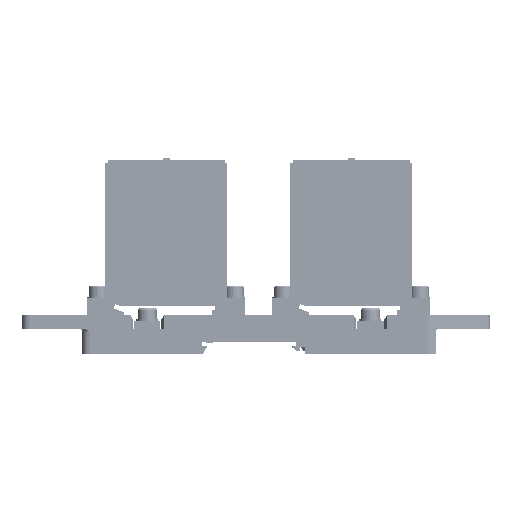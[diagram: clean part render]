
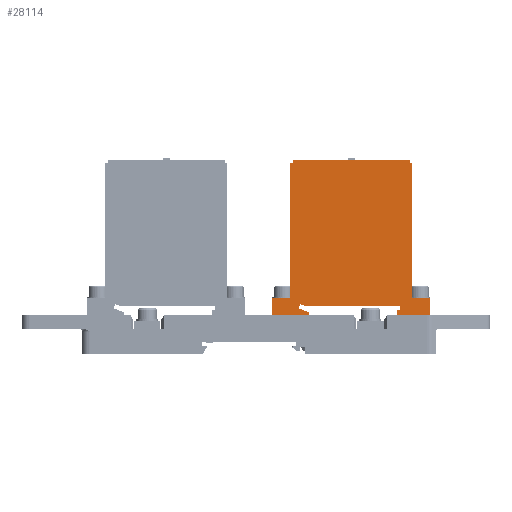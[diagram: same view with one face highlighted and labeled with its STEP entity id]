
A CAD part, left-side view. The second image highlights one B-rep face of the part: STEP entity #28114.
In plain terms, the highlighted planar face has unit normal (-1, 0, 0).
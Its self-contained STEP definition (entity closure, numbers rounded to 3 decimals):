
#16349=DIRECTION('',(0.,0.,1.));
#16350=VECTOR('',#16349,12.3);
#16351=CARTESIAN_POINT('',(-22.,0.,16.7));
#16352=LINE('',#16351,#16350);
#16373=DIRECTION('',(0.,0.,1.));
#16374=VECTOR('',#16373,13.5);
#16375=CARTESIAN_POINT('',(-22.,0.,-29.));
#16376=LINE('',#16375,#16374);
#16421=DIRECTION('',(0.,-1.,0.));
#16422=VECTOR('',#16421,1.);
#16423=CARTESIAN_POINT('',(-22.,57.,-21.5));
#16424=LINE('',#16423,#16422);
#16425=DIRECTION('',(0.,-1.,0.));
#16426=VECTOR('',#16425,1.);
#16427=CARTESIAN_POINT('',(-22.,57.,21.5));
#16428=LINE('',#16427,#16426);
#16429=DIRECTION('',(0.,0.,1.));
#16430=VECTOR('',#16429,1.);
#16431=CARTESIAN_POINT('',(-22.,56.,21.5));
#16432=LINE('',#16431,#16430);
#16433=DIRECTION('',(0.,-1.,0.));
#16434=VECTOR('',#16433,49.8);
#16435=CARTESIAN_POINT('',(-22.,56.,22.5));
#16436=LINE('',#16435,#16434);
#16437=DIRECTION('',(0.,0.,1.));
#16438=VECTOR('',#16437,6.5);
#16439=CARTESIAN_POINT('',(-22.,6.2,22.5));
#16440=LINE('',#16439,#16438);
#16441=DIRECTION('',(0.,-1.,0.));
#16442=VECTOR('',#16441,2.);
#16443=CARTESIAN_POINT('',(-22.,2.,16.7));
#16444=LINE('',#16443,#16442);
#16445=DIRECTION('',(0.,0.,-1.));
#16446=VECTOR('',#16445,1.1);
#16447=CARTESIAN_POINT('',(-22.,2.,17.8));
#16448=LINE('',#16447,#16446);
#16449=DIRECTION('',(0.,-1.,0.));
#16450=VECTOR('',#16449,1.33);
#16451=CARTESIAN_POINT('',(-22.,3.33,17.8));
#16452=LINE('',#16451,#16450);
#16453=DIRECTION('',(0.,0.,1.));
#16454=VECTOR('',#16453,34.347);
#16455=CARTESIAN_POINT('',(-22.,3.33,-16.547));
#16456=LINE('',#16455,#16454);
#16457=DIRECTION('',(0.,-0.342,0.94));
#16458=VECTOR('',#16457,2.398);
#16459=CARTESIAN_POINT('',(-22.,4.15,-18.8));
#16460=LINE('',#16459,#16458);
#16461=DIRECTION('',(0.,0.94,0.342));
#16462=VECTOR('',#16461,1.7);
#16463=CARTESIAN_POINT('',(-22.,2.553,-19.381));
#16464=LINE('',#16463,#16462);
#16465=DIRECTION('',(0.,0.342,-0.94));
#16466=VECTOR('',#16465,4.131);
#16467=CARTESIAN_POINT('',(-22.,1.14,-15.5));
#16468=LINE('',#16467,#16466);
#16469=DIRECTION('',(0.,1.,0.));
#16470=VECTOR('',#16469,1.14);
#16471=CARTESIAN_POINT('',(-22.,0.,-15.5));
#16472=LINE('',#16471,#16470);
#16473=DIRECTION('',(0.,1.,0.));
#16474=VECTOR('',#16473,6.2);
#16475=CARTESIAN_POINT('',(-22.,0.,-29.));
#16476=LINE('',#16475,#16474);
#16477=DIRECTION('',(0.,0.,1.));
#16478=VECTOR('',#16477,6.5);
#16479=CARTESIAN_POINT('',(-22.,6.2,-29.));
#16480=LINE('',#16479,#16478);
#16481=DIRECTION('',(0.,-1.,0.));
#16482=VECTOR('',#16481,49.8);
#16483=CARTESIAN_POINT('',(-22.,56.,-22.5));
#16484=LINE('',#16483,#16482);
#16485=DIRECTION('',(0.,0.,-1.));
#16486=VECTOR('',#16485,1.);
#16487=CARTESIAN_POINT('',(-22.,56.,-21.5));
#16488=LINE('',#16487,#16486);
#17937=DIRECTION('',(0.,0.,1.));
#17938=VECTOR('',#17937,43.);
#17939=CARTESIAN_POINT('',(-22.,57.,-21.5));
#17940=LINE('',#17939,#17938);
#20629=DIRECTION('',(0.,1.,0.));
#20630=VECTOR('',#20629,6.2);
#20631=CARTESIAN_POINT('',(-22.,0.,29.));
#20632=LINE('',#20631,#20630);
#25101=CARTESIAN_POINT('',(-22.,0.,29.));
#25103=VERTEX_POINT('',#25101);
#25106=CARTESIAN_POINT('',(-22.,0.,-29.));
#25108=VERTEX_POINT('',#25106);
#25109=CARTESIAN_POINT('',(-22.,6.2,-29.));
#25110=CARTESIAN_POINT('',(-22.,6.2,-22.5));
#25111=VERTEX_POINT('',#25109);
#25112=VERTEX_POINT('',#25110);
#25113=CARTESIAN_POINT('',(-22.,6.2,22.5));
#25114=CARTESIAN_POINT('',(-22.,6.2,29.));
#25115=VERTEX_POINT('',#25113);
#25116=VERTEX_POINT('',#25114);
#25125=CARTESIAN_POINT('',(-22.,3.33,17.8));
#25126=CARTESIAN_POINT('',(-22.,2.,17.8));
#25127=VERTEX_POINT('',#25125);
#25128=VERTEX_POINT('',#25126);
#25129=CARTESIAN_POINT('',(-22.,2.,16.7));
#25130=VERTEX_POINT('',#25129);
#25131=CARTESIAN_POINT('',(-22.,0.,16.7));
#25132=VERTEX_POINT('',#25131);
#25133=CARTESIAN_POINT('',(-22.,0.,-15.5));
#25134=CARTESIAN_POINT('',(-22.,1.14,-15.5));
#25135=VERTEX_POINT('',#25133);
#25136=VERTEX_POINT('',#25134);
#25137=CARTESIAN_POINT('',(-22.,2.553,-19.381));
#25138=VERTEX_POINT('',#25137);
#25139=CARTESIAN_POINT('',(-22.,4.15,-18.8));
#25140=VERTEX_POINT('',#25139);
#25141=CARTESIAN_POINT('',(-22.,3.33,-16.547));
#25142=VERTEX_POINT('',#25141);
#25401=CARTESIAN_POINT('',(-22.,57.,21.5));
#25403=VERTEX_POINT('',#25401);
#25405=CARTESIAN_POINT('',(-22.,56.,21.5));
#25406=VERTEX_POINT('',#25405);
#25407=CARTESIAN_POINT('',(-22.,56.,22.5));
#25408=VERTEX_POINT('',#25407);
#25477=CARTESIAN_POINT('',(-22.,56.,-21.5));
#25479=VERTEX_POINT('',#25477);
#25501=CARTESIAN_POINT('',(-22.,57.,-21.5));
#25503=VERTEX_POINT('',#25501);
#25505=CARTESIAN_POINT('',(-22.,56.,-22.5));
#25506=VERTEX_POINT('',#25505);
#28068=CARTESIAN_POINT('',(-22.,0.,-29.));
#28069=DIRECTION('',(-1.,0.,0.));
#28070=DIRECTION('',(0.,0.,1.));
#28071=AXIS2_PLACEMENT_3D('',#28068,#28069,#28070);
#28072=PLANE('',#28071);
#28074=ORIENTED_EDGE('',*,*,#28073,.F.);
#28076=ORIENTED_EDGE('',*,*,#28075,.T.);
#28078=ORIENTED_EDGE('',*,*,#28077,.T.);
#28080=ORIENTED_EDGE('',*,*,#28079,.T.);
#28082=ORIENTED_EDGE('',*,*,#28081,.T.);
#28084=ORIENTED_EDGE('',*,*,#28083,.T.);
#28086=ORIENTED_EDGE('',*,*,#28085,.F.);
#28087=ORIENTED_EDGE('',*,*,#28004,.F.);
#28088=ORIENTED_EDGE('',*,*,#28058,.F.);
#28090=ORIENTED_EDGE('',*,*,#28089,.F.);
#28092=ORIENTED_EDGE('',*,*,#28091,.F.);
#28094=ORIENTED_EDGE('',*,*,#28093,.F.);
#28096=ORIENTED_EDGE('',*,*,#28095,.F.);
#28098=ORIENTED_EDGE('',*,*,#28097,.F.);
#28100=ORIENTED_EDGE('',*,*,#28099,.F.);
#28102=ORIENTED_EDGE('',*,*,#28101,.F.);
#28103=ORIENTED_EDGE('',*,*,#28036,.F.);
#28105=ORIENTED_EDGE('',*,*,#28104,.T.);
#28107=ORIENTED_EDGE('',*,*,#28106,.T.);
#28109=ORIENTED_EDGE('',*,*,#28108,.F.);
#28111=ORIENTED_EDGE('',*,*,#28110,.F.);
#28112=EDGE_LOOP('',(#28074,#28076,#28078,#28080,#28082,#28084,#28086,#28087,
#28088,#28090,#28092,#28094,#28096,#28098,#28100,#28102,#28103,#28105,#28107,
#28109,#28111));
#28113=FACE_OUTER_BOUND('',#28112,.F.);
#28114=ADVANCED_FACE('',(#28113),#28072,.T.);
#28004=EDGE_CURVE('',#25132,#25103,#16352,.T.);
#28036=EDGE_CURVE('',#25108,#25135,#16376,.T.);
#28058=EDGE_CURVE('',#25130,#25132,#16444,.T.);
#28073=EDGE_CURVE('',#25503,#25479,#16424,.T.);
#28075=EDGE_CURVE('',#25503,#25403,#17940,.T.);
#28077=EDGE_CURVE('',#25403,#25406,#16428,.T.);
#28079=EDGE_CURVE('',#25406,#25408,#16432,.T.);
#28081=EDGE_CURVE('',#25408,#25115,#16436,.T.);
#28083=EDGE_CURVE('',#25115,#25116,#16440,.T.);
#28085=EDGE_CURVE('',#25103,#25116,#20632,.T.);
#28089=EDGE_CURVE('',#25128,#25130,#16448,.T.);
#28091=EDGE_CURVE('',#25127,#25128,#16452,.T.);
#28093=EDGE_CURVE('',#25142,#25127,#16456,.T.);
#28095=EDGE_CURVE('',#25140,#25142,#16460,.T.);
#28097=EDGE_CURVE('',#25138,#25140,#16464,.T.);
#28099=EDGE_CURVE('',#25136,#25138,#16468,.T.);
#28101=EDGE_CURVE('',#25135,#25136,#16472,.T.);
#28104=EDGE_CURVE('',#25108,#25111,#16476,.T.);
#28106=EDGE_CURVE('',#25111,#25112,#16480,.T.);
#28108=EDGE_CURVE('',#25506,#25112,#16484,.T.);
#28110=EDGE_CURVE('',#25479,#25506,#16488,.T.);
